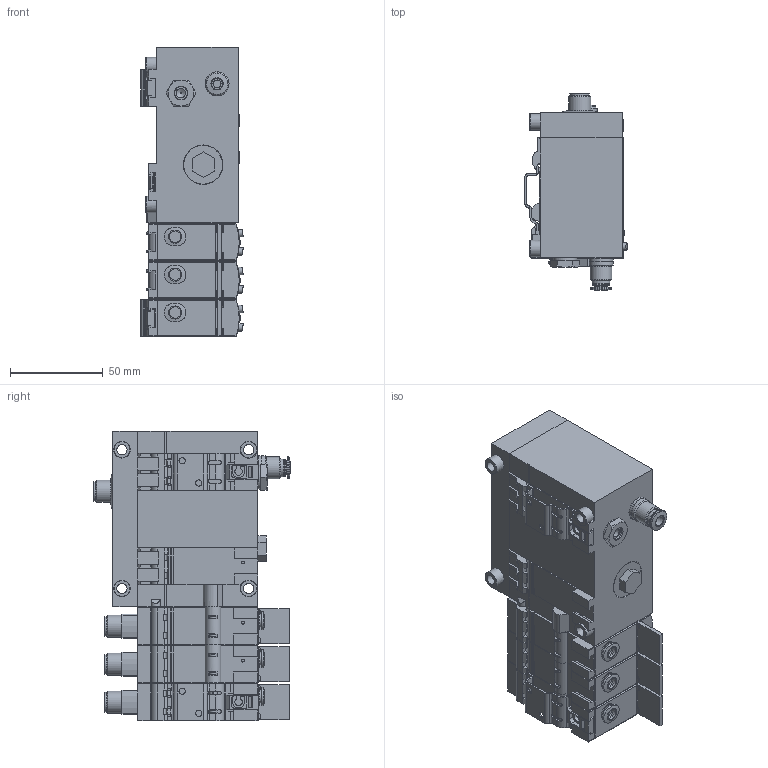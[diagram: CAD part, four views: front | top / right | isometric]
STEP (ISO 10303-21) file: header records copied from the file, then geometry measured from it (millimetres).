
FILE_DESCRIPTION(/* description */ ('STEP AP214'),/* implementation_level */ '2;1');
FILE_NAME(/* name */ '552144_SOPA-CM3H-R1-WQ6-2N-M12',/* time_stamp */ '2024-09-15T10:32:59+02:00',/* author */ ('License CC BY-ND 4.0'),/* organization */ ('CADENAS'),/* preprocessor_version */ 'ST-DEVELOPER v19.3',/* originating_system */ 'PARTsolutions',/* authorisation */ ' ');
FILE_SCHEMA (('AUTOMOTIVE_DESIGN {1 0 10303 214 3 1 1}'));
Length unit declared in the file: millimetre
Products named in the file (9): 552144 SOPA-CM3H-R1-WQ6-2N-M12; 549902 SOPA_C---(H); 552147 SOPA-M1-R1-HQ6-2N-M12_P; 174309 B-M7; 540214 SXE3-W---(Platte); 385546 Schieber; 707742 Gewindehuelse; 186107 QS-G1/8-6-I; 707546 Entl._Schraube
Assembly tree (17 placements, depth 2):
  552144 SOPA-CM3H-R1-WQ6-2N-M12
    549902 SOPA_C---(H)
    552147 SOPA-M1-R1-HQ6-2N-M12_P  x3
    174309 B-M7
    540214 SXE3-W---(Platte)  x2
    385546 Schieber  x2
    707742 Gewindehuelse  x6
    186107 QS-G1/8-6-I
    707546 Entl._Schraube
Bounding box: 55.33 x 106.1 x 156.5 mm (x, y, z)
Volume: 520257.8 mm3; surface area: 91991.9 mm2
Topology: 17 solids, 17 shells, 1247 faces, 3082 edges, 2020 vertices
Faces by surface type: plane 759, cylinder 349, cone 94, torus 42, sphere 3
Full cylindrical faces by diameter (mm): 0.5 x1, 1 x20, 1.2 x2, 1.5 x5, 2.5 x3, 3.2 x6, 3.242 x8, 3.4 x4, 3.75 x6, 4 x12, 4.5 x6, 5 x1, 5.5 x4, 5.917 x3, 6 x1, 6.2 x3, 6.5 x6, 6.8 x1, 7 x12, 7.2 x2, 7.4 x1, 8.1 x1, 8.3 x3, 8.4 x1, 8.55 x1, 8.566 x2, 8.6 x6, 9 x4, 9.5 x4, 9.728 x2
Entity records: 21964 total; most frequent: CARTESIAN_POINT 3501, DIRECTION 3092, ORIENTED_EDGE 2838, EDGE_CURVE 1419, AXIS2_PLACEMENT_3D 1108, VERTEX_POINT 1012, FACE_BOUND 903, EDGE_LOOP 902
